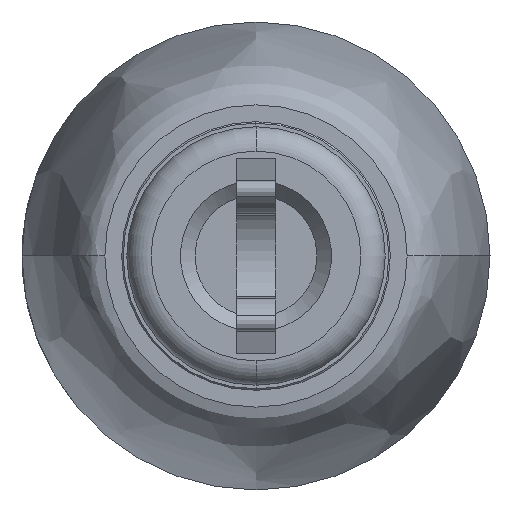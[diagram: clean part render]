
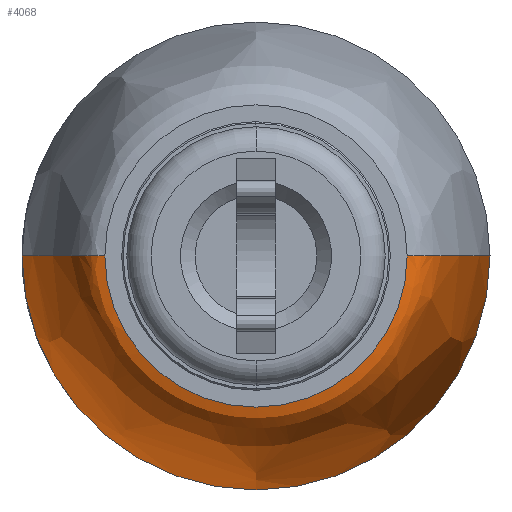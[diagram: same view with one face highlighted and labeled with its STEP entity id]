
A CAD part, left-side view. The second image highlights one B-rep face of the part: STEP entity #4068.
In plain terms, the highlighted free-form (B-spline) face has degree [3, 3] with [6, 4] control points.
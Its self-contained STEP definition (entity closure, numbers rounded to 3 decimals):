
#429 = CARTESIAN_POINT ( 'NONE',  ( 0.153, -4.759, 0. ) ) ;
#520 = EDGE_LOOP ( 'NONE', ( #29519, #31750, #7495, #9396, #26438 ) ) ;
#964 = CARTESIAN_POINT ( 'NONE',  ( 3.822, 0., -4.8 ) ) ;
#1124 = B_SPLINE_CURVE_WITH_KNOTS ( 'NONE', 3,
 ( #11188, #31731, #11305, #13907, #3368, #26856 ),
 .UNSPECIFIED., .F., .F.,
 ( 4, 1, 1, 4 ),
 ( 0., 0.429, 0.529, 1. ),
 .UNSPECIFIED. ) ;
#1467 = DIRECTION ( 'NONE',  ( 0., 0., 1. ) ) ;
#1721 = CARTESIAN_POINT ( 'NONE',  ( -3.247, -4.294, 0. ) ) ;
#2833 = B_SPLINE_CURVE_WITH_KNOTS ( 'NONE', 3,
 ( #32941, #12265, #17007, #1721, #32819, #25242 ),
 .UNSPECIFIED., .F., .F.,
 ( 4, 1, 1, 4 ),
 ( 0., 0.429, 0.529, 1. ),
 .UNSPECIFIED. ) ;
#2843 = DIRECTION ( 'NONE',  ( 0., 0., 1. ) ) ;
#3271 = CARTESIAN_POINT ( 'NONE',  ( -3.247, 4.294, -8.588 ) ) ;
#3368 = CARTESIAN_POINT ( 'NONE',  ( -5.178, 3.71, 0. ) ) ;
#3424 = CARTESIAN_POINT ( 'NONE',  ( 3.822, -4.8, 0. ) ) ;
#4068 = ADVANCED_FACE ( 'NONE', ( #24842 ), #24405, .F. ) ;
#5518 = EDGE_CURVE ( 'NONE', #7492, #33203, #2833, .T. ) ;
#6093 = CARTESIAN_POINT ( 'NONE',  ( -5.178, 3.1, 0. ) ) ;
#7006 = VERTEX_POINT ( 'NONE', #7405 ) ;
#7405 = CARTESIAN_POINT ( 'NONE',  ( -5.178, 3.1, 0. ) ) ;
#7492 = VERTEX_POINT ( 'NONE', #9411 ) ;
#7495 = ORIENTED_EDGE ( 'NONE', *, *, #23566, .F. ) ;
#8494 = CARTESIAN_POINT ( 'NONE',  ( -3.247, -4.294, -8.588 ) ) ;
#8723 = CARTESIAN_POINT ( 'NONE',  ( -5.178, 3.71, -7.421 ) ) ;
#9396 = ORIENTED_EDGE ( 'NONE', *, *, #29172, .F. ) ;
#9411 = CARTESIAN_POINT ( 'NONE',  ( 3.822, -4.8, 0. ) ) ;
#10222 = DIRECTION ( 'NONE',  ( 0., 0., 1. ) ) ;
#10332 = CARTESIAN_POINT ( 'NONE',  ( 3.822, 0., 0. ) ) ;
#10381 = VERTEX_POINT ( 'NONE', #29650 ) ;
#11093 = CARTESIAN_POINT ( 'NONE',  ( -3.247, 4.294, 0. ) ) ;
#11188 = CARTESIAN_POINT ( 'NONE',  ( 3.822, 4.8, 0. ) ) ;
#11305 = CARTESIAN_POINT ( 'NONE',  ( 0.153, 4.759, 0. ) ) ;
#12265 = CARTESIAN_POINT ( 'NONE',  ( 3.398, -4.8, 0. ) ) ;
#12923 = EDGE_CURVE ( 'NONE', #10381, #28644, #25465, .T. ) ;
#13701 = CARTESIAN_POINT ( 'NONE',  ( -3.247, -4.294, 0. ) ) ;
#13907 = CARTESIAN_POINT ( 'NONE',  ( -3.247, 4.294, 0. ) ) ;
#13965 = CARTESIAN_POINT ( 'NONE',  ( 3.398, 4.8, -9.6 ) ) ;
#14295 = EDGE_CURVE ( 'NONE', #28644, #7492, #17320, .T. ) ;
#15652 = DIRECTION ( 'NONE',  ( -1., 0., 0. ) ) ;
#15954 = CARTESIAN_POINT ( 'NONE',  ( 0.153, -4.759, -9.518 ) ) ;
#16068 = CARTESIAN_POINT ( 'NONE',  ( -5.178, -3.71, 0. ) ) ;
#16183 = CARTESIAN_POINT ( 'NONE',  ( -5.178, 3.1, -6.2 ) ) ;
#16286 = CARTESIAN_POINT ( 'NONE',  ( -5.178, -3.1, -6.2 ) ) ;
#16989 = DIRECTION ( 'NONE',  ( -1., 0., 0. ) ) ;
#17007 = CARTESIAN_POINT ( 'NONE',  ( 0.153, -4.759, 0. ) ) ;
#17149 = AXIS2_PLACEMENT_3D ( 'NONE', #25881, #15652, #2843 ) ;
#17320 = CIRCLE ( 'NONE', #17149, 4.8 ) ;
#21254 = CARTESIAN_POINT ( 'NONE',  ( -5.178, 3.71, 0. ) ) ;
#21371 = CARTESIAN_POINT ( 'NONE',  ( 0.153, 4.759, -9.518 ) ) ;
#21423 = CARTESIAN_POINT ( 'NONE',  ( -5.178, -3.1, 0. ) ) ;
#21741 = CARTESIAN_POINT ( 'NONE',  ( 3.398, 4.8, 0. ) ) ;
#23566 = EDGE_CURVE ( 'NONE', #7006, #33203, #33032, .T. ) ;
#23977 = CARTESIAN_POINT ( 'NONE',  ( -5.178, -3.1, 0. ) ) ;
#24011 = CARTESIAN_POINT ( 'NONE',  ( 3.398, -4.8, -9.6 ) ) ;
#24405 =( BOUNDED_SURFACE ( )  B_SPLINE_SURFACE ( 3, 3, ( 
 ( #26789, #29378, #31773, #3424 ),
 ( #21741, #13965, #24011, #31997 ),
 ( #29148, #21371, #15954, #429 ),
 ( #11093, #3271, #8494, #13701 ),
 ( #21254, #8723, #31629, #16068 ),
 ( #6093, #16183, #16286, #23977 ) ),
 .UNSPECIFIED., .F., .F., .F. ) 
 B_SPLINE_SURFACE_WITH_KNOTS ( ( 4, 1, 1, 4 ),
 ( 4, 4 ),
 ( 0., 0.429, 0.529, 1. ),
 ( 0., 1. ),
 .UNSPECIFIED. ) 
 GEOMETRIC_REPRESENTATION_ITEM ( )  RATIONAL_B_SPLINE_SURFACE ( (
 ( 1., 0.333, 0.333, 1.),
 ( 1., 0.333, 0.333, 1.),
 ( 1., 0.333, 0.333, 1.),
 ( 1., 0.333, 0.333, 1.),
 ( 1., 0.333, 0.333, 1.),
 ( 1., 0.333, 0.333, 1.) ) ) 
 REPRESENTATION_ITEM ( '' )  SURFACE ( )  );
#24842 = FACE_OUTER_BOUND ( 'NONE', #520, .T. ) ;
#25017 = CARTESIAN_POINT ( 'NONE',  ( -5.178, 0., 0. ) ) ;
#25242 = CARTESIAN_POINT ( 'NONE',  ( -5.178, -3.1, 0. ) ) ;
#25465 = CIRCLE ( 'NONE', #30448, 4.8 ) ;
#25881 = CARTESIAN_POINT ( 'NONE',  ( 3.822, 0., 0. ) ) ;
#26040 = AXIS2_PLACEMENT_3D ( 'NONE', #25017, #16989, #1467 ) ;
#26438 = ORIENTED_EDGE ( 'NONE', *, *, #12923, .T. ) ;
#26789 = CARTESIAN_POINT ( 'NONE',  ( 3.822, 4.8, 0. ) ) ;
#26856 = CARTESIAN_POINT ( 'NONE',  ( -5.178, 3.1, 0. ) ) ;
#28644 = VERTEX_POINT ( 'NONE', #964 ) ;
#29148 = CARTESIAN_POINT ( 'NONE',  ( 0.153, 4.759, 0. ) ) ;
#29172 = EDGE_CURVE ( 'NONE', #10381, #7006, #1124, .T. ) ;
#29378 = CARTESIAN_POINT ( 'NONE',  ( 3.822, 4.8, -9.6 ) ) ;
#29519 = ORIENTED_EDGE ( 'NONE', *, *, #14295, .T. ) ;
#29650 = CARTESIAN_POINT ( 'NONE',  ( 3.822, 4.8, 0. ) ) ;
#30448 = AXIS2_PLACEMENT_3D ( 'NONE', #10332, #30878, #10222 ) ;
#30878 = DIRECTION ( 'NONE',  ( -1., 0., 0. ) ) ;
#31629 = CARTESIAN_POINT ( 'NONE',  ( -5.178, -3.71, -7.421 ) ) ;
#31731 = CARTESIAN_POINT ( 'NONE',  ( 3.398, 4.8, 0. ) ) ;
#31750 = ORIENTED_EDGE ( 'NONE', *, *, #5518, .T. ) ;
#31773 = CARTESIAN_POINT ( 'NONE',  ( 3.822, -4.8, -9.6 ) ) ;
#31997 = CARTESIAN_POINT ( 'NONE',  ( 3.398, -4.8, 0. ) ) ;
#32819 = CARTESIAN_POINT ( 'NONE',  ( -5.178, -3.71, 0. ) ) ;
#32941 = CARTESIAN_POINT ( 'NONE',  ( 3.822, -4.8, 0. ) ) ;
#33032 = CIRCLE ( 'NONE', #26040, 3.1 ) ;
#33203 = VERTEX_POINT ( 'NONE', #21423 ) ;
